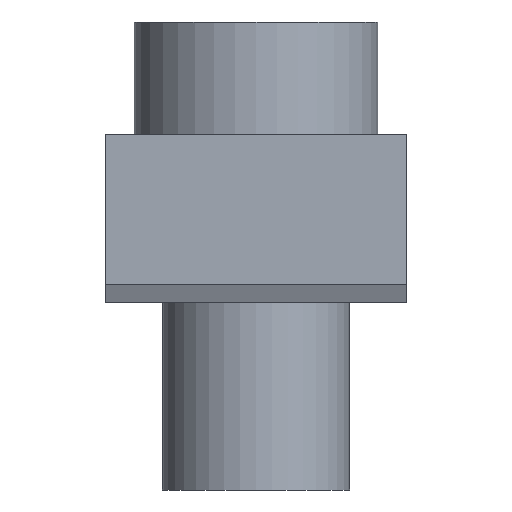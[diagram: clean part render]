
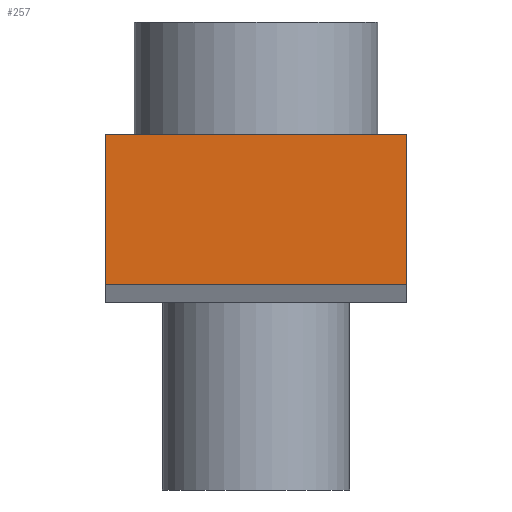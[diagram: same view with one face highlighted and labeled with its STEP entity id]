
A CAD part, front view. The second image highlights one B-rep face of the part: STEP entity #257.
In plain terms, the highlighted planar face has unit normal (0, -1, 0).
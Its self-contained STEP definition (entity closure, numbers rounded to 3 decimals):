
#26 = CARTESIAN_POINT ( 'NONE',  ( -8., -35., 10.953 ) ) ;
#38 = ORIENTED_EDGE ( 'NONE', *, *, #184, .T. ) ;
#45 = DIRECTION ( 'NONE',  ( -1., 0., 0. ) ) ;
#47 = CARTESIAN_POINT ( 'NONE',  ( -8., -35., 10.953 ) ) ;
#65 = ORIENTED_EDGE ( 'NONE', *, *, #133, .F. ) ;
#75 = VERTEX_POINT ( 'NONE', #397 ) ;
#81 = CARTESIAN_POINT ( 'NONE',  ( 8., -35., 10.953 ) ) ;
#91 = EDGE_LOOP ( 'NONE', ( #38, #399, #511, #65 ) ) ;
#127 = CARTESIAN_POINT ( 'NONE',  ( 8., -35., 10.953 ) ) ;
#133 = EDGE_CURVE ( 'NONE', #293, #75, #189, .T. ) ;
#139 = EDGE_CURVE ( 'NONE', #75, #502, #501, .T. ) ;
#170 = CARTESIAN_POINT ( 'NONE',  ( -8., -35., 18.953 ) ) ;
#171 = PLANE ( 'NONE',  #292 ) ;
#184 = EDGE_CURVE ( 'NONE', #293, #191, #504, .T. ) ;
#189 = LINE ( 'NONE', #81, #413 ) ;
#191 = VERTEX_POINT ( 'NONE', #170 ) ;
#193 = FACE_OUTER_BOUND ( 'NONE', #91, .T. ) ;
#195 = EDGE_CURVE ( 'NONE', #191, #502, #381, .T. ) ;
#203 = CARTESIAN_POINT ( 'NONE',  ( 8., -35., 10.953 ) ) ;
#257 = ADVANCED_FACE ( 'NONE', ( #193 ), #171, .F. ) ;
#277 = CARTESIAN_POINT ( 'NONE',  ( 8., -35., 18.953 ) ) ;
#292 = AXIS2_PLACEMENT_3D ( 'NONE', #203, #360, #398 ) ;
#293 = VERTEX_POINT ( 'NONE', #277 ) ;
#324 = DIRECTION ( 'NONE',  ( -1., 0., 0. ) ) ;
#335 = VECTOR ( 'NONE', #324, 1000. ) ;
#360 = DIRECTION ( 'NONE',  ( 0., 1., 0. ) ) ;
#368 = DIRECTION ( 'NONE',  ( 0., 0., -1. ) ) ;
#381 = LINE ( 'NONE', #47, #389 ) ;
#389 = VECTOR ( 'NONE', #368, 1000. ) ;
#397 = CARTESIAN_POINT ( 'NONE',  ( 8., -35., 10.953 ) ) ;
#398 = DIRECTION ( 'NONE',  ( 0., 0., 1. ) ) ;
#399 = ORIENTED_EDGE ( 'NONE', *, *, #195, .T. ) ;
#413 = VECTOR ( 'NONE', #491, 1000. ) ;
#475 = VECTOR ( 'NONE', #45, 1000. ) ;
#485 = CARTESIAN_POINT ( 'NONE',  ( 8., -35., 18.953 ) ) ;
#491 = DIRECTION ( 'NONE',  ( 0., 0., -1. ) ) ;
#501 = LINE ( 'NONE', #127, #475 ) ;
#502 = VERTEX_POINT ( 'NONE', #26 ) ;
#504 = LINE ( 'NONE', #485, #335 ) ;
#511 = ORIENTED_EDGE ( 'NONE', *, *, #139, .F. ) ;
